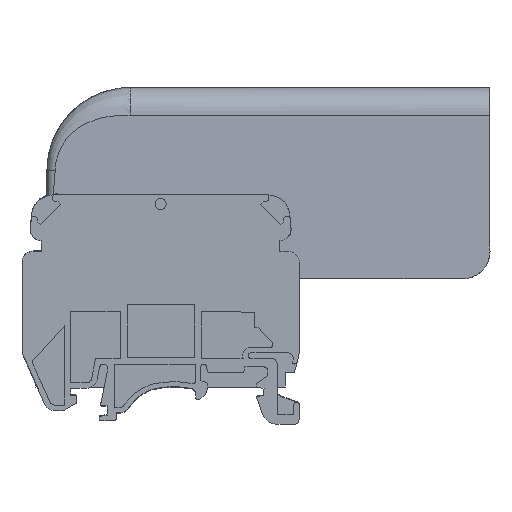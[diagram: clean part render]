
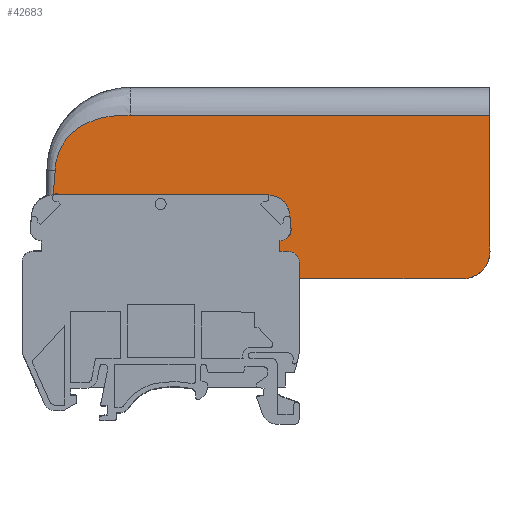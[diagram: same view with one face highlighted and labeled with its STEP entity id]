
A CAD part, left-side view. The second image highlights one B-rep face of the part: STEP entity #42683.
In plain terms, the highlighted planar face has unit normal (-1, 0, 0.004).
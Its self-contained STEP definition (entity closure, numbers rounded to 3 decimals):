
#143=(
BOUNDED_CURVE()
B_SPLINE_CURVE(3,(#59276,#59277,#59278,#59279,#59280,#59281,#59282),
 .UNSPECIFIED.,.F.,.F.)
B_SPLINE_CURVE_WITH_KNOTS((4,3,4),(-0.21,-0.08,-0.015),
 .PIECEWISE_BEZIER_KNOTS.)
CURVE()
GEOMETRIC_REPRESENTATION_ITEM()
RATIONAL_B_SPLINE_CURVE((1.,1.,1.,1.,1.,1.,1.))
REPRESENTATION_ITEM('')
);
#148=(
BOUNDED_CURVE()
B_SPLINE_CURVE(3,(#60252,#60253,#60254,#60255),.UNSPECIFIED.,.F.,.F.)
B_SPLINE_CURVE_WITH_KNOTS((4,4),(0.,0.019),
 .PIECEWISE_BEZIER_KNOTS.)
CURVE()
GEOMETRIC_REPRESENTATION_ITEM()
RATIONAL_B_SPLINE_CURVE((1.,1.,1.,1.))
REPRESENTATION_ITEM('')
);
#179=ELLIPSE('',#44875,5.,5.);
#222=B_SPLINE_CURVE_WITH_KNOTS('',3,(#59220,#59221,#59222,#59223,#59224,
#59225,#59226,#59227,#59228,#59229,#59230,#59231,#59232,#59233,#59234,#59235,
#59236,#59237,#59238,#59239,#59240,#59241,#59242,#59243,#59244,#59245,#59246,
#59247,#59248),.UNSPECIFIED.,.F.,.F.,(4,1,1,1,1,1,1,1,1,1,1,1,1,1,1,1,1,
1,1,1,1,1,1,1,1,1,4),(0.,0.063,0.094,0.109,0.125,0.141,0.156,
0.188,0.219,0.234,0.25,0.266,0.281,0.313,0.375,0.438,0.469,
0.5,0.531,0.563,0.625,0.688,0.75,0.813,0.875,0.938,1.),
 .UNSPECIFIED.);
#2164=LINE('',#58761,#5479);
#2170=LINE('',#58781,#5485);
#2296=LINE('',#59466,#5611);
#2367=LINE('',#60192,#5682);
#2370=LINE('',#60197,#5685);
#5479=VECTOR('',#49725,1000.);
#5485=VECTOR('',#49749,1000.);
#5611=VECTOR('',#50015,1000.);
#5682=VECTOR('',#50162,1000.);
#5685=VECTOR('',#50169,1000.);
#11363=ORIENTED_EDGE('',*,*,#18909,.F.);
#11364=ORIENTED_EDGE('',*,*,#18913,.T.);
#11365=ORIENTED_EDGE('',*,*,#18791,.F.);
#11366=ORIENTED_EDGE('',*,*,#18781,.T.);
#11367=ORIENTED_EDGE('',*,*,#18779,.T.);
#11368=ORIENTED_EDGE('',*,*,#18923,.T.);
#11369=ORIENTED_EDGE('',*,*,#18620,.F.);
#11370=ORIENTED_EDGE('',*,*,#18906,.F.);
#11371=ORIENTED_EDGE('',*,*,#18609,.F.);
#18609=EDGE_CURVE('',#22774,#22775,#2164,.F.);
#18620=EDGE_CURVE('',#22779,#22780,#2170,.F.);
#18779=EDGE_CURVE('',#22874,#22876,#222,.T.);
#18781=EDGE_CURVE('',#22877,#22874,#143,.T.);
#18791=EDGE_CURVE('',#22877,#22884,#2296,.T.);
#18906=EDGE_CURVE('',#22775,#22779,#2367,.F.);
#18909=EDGE_CURVE('',#22953,#22774,#2370,.F.);
#18913=EDGE_CURVE('',#22953,#22884,#179,.T.);
#18923=EDGE_CURVE('',#22876,#22780,#148,.F.);
#22774=VERTEX_POINT('',#58760);
#22775=VERTEX_POINT('',#58762);
#22779=VERTEX_POINT('',#58780);
#22780=VERTEX_POINT('',#58782);
#22874=VERTEX_POINT('',#59167);
#22876=VERTEX_POINT('',#59219);
#22877=VERTEX_POINT('',#59275);
#22884=VERTEX_POINT('',#59467);
#22953=VERTEX_POINT('',#60198);
#26294=EDGE_LOOP('',(#11363,#11364,#11365,#11366,#11367,#11368,#11369,#11370,
#11371));
#28087=FACE_BOUND('',#26294,.T.);
#29655=PLANE('',#44928);
#42683=ADVANCED_FACE('',(#28087),#29655,.T.);
#44875=AXIS2_PLACEMENT_3D('',#60205,#50176,#50177);
#44928=AXIS2_PLACEMENT_3D('',#60357,#50323,#50324);
#49725=DIRECTION('',(0.,-1.,0.));
#49749=DIRECTION('',(0.,-1.,0.));
#50015=DIRECTION('',(-0.004,-0.004,-1.));
#50162=DIRECTION('',(0.,-1.,0.));
#50169=DIRECTION('',(0.,-1.,0.));
#50176=DIRECTION('',(-1.,0.,0.004));
#50177=DIRECTION('',(-0.004,0.,-1.));
#50323=DIRECTION('',(-1.,0.,0.004));
#50324=DIRECTION('',(-0.004,0.,-1.));
#58760=CARTESIAN_POINT('',(-17.,-22.5,1.1));
#58761=CARTESIAN_POINT('',(-17.,19.1,1.1));
#58762=CARTESIAN_POINT('',(-17.,-17.5,1.1));
#58780=CARTESIAN_POINT('',(-17.,17.5,1.1));
#58781=CARTESIAN_POINT('',(-17.,19.1,1.1));
#58782=CARTESIAN_POINT('',(-17.,20.6,1.1));
#59167=CARTESIAN_POINT('',(-16.871,5.515,30.622));
#59219=CARTESIAN_POINT('',(-16.915,19.015,20.665));
#59220=CARTESIAN_POINT('',(-16.871,5.515,30.622));
#59221=CARTESIAN_POINT('',(-16.871,5.895,30.622));
#59222=CARTESIAN_POINT('',(-16.871,6.429,30.616));
#59223=CARTESIAN_POINT('',(-16.871,6.979,30.6));
#59224=CARTESIAN_POINT('',(-16.871,7.285,30.587));
#59225=CARTESIAN_POINT('',(-16.871,7.475,30.578));
#59226=CARTESIAN_POINT('',(-16.871,7.773,30.561));
#59227=CARTESIAN_POINT('',(-16.872,8.124,30.536));
#59228=CARTESIAN_POINT('',(-16.872,8.565,30.496));
#59229=CARTESIAN_POINT('',(-16.872,8.979,30.448));
#59230=CARTESIAN_POINT('',(-16.872,9.312,30.402));
#59231=CARTESIAN_POINT('',(-16.872,9.529,30.369));
#59232=CARTESIAN_POINT('',(-16.873,9.846,30.315));
#59233=CARTESIAN_POINT('',(-16.873,10.228,30.242));
#59234=CARTESIAN_POINT('',(-16.873,10.899,30.094));
#59235=CARTESIAN_POINT('',(-16.875,11.811,29.83));
#59236=CARTESIAN_POINT('',(-16.876,12.671,29.5));
#59237=CARTESIAN_POINT('',(-16.877,13.339,29.188));
#59238=CARTESIAN_POINT('',(-16.878,13.792,28.951));
#59239=CARTESIAN_POINT('',(-16.88,14.353,28.622));
#59240=CARTESIAN_POINT('',(-16.882,15.026,28.169));
#59241=CARTESIAN_POINT('',(-16.885,15.805,27.552));
#59242=CARTESIAN_POINT('',(-16.889,16.73,26.616));
#59243=CARTESIAN_POINT('',(-16.893,17.48,25.632));
#59244=CARTESIAN_POINT('',(-16.898,18.151,24.466));
#59245=CARTESIAN_POINT('',(-16.903,18.624,23.282));
#59246=CARTESIAN_POINT('',(-16.909,18.944,21.966));
#59247=CARTESIAN_POINT('',(-16.913,19.013,21.102));
#59248=CARTESIAN_POINT('',(-16.915,19.015,20.665));
#59275=CARTESIAN_POINT('',(-16.871,-59.271,30.622));
#59276=CARTESIAN_POINT('',(-16.871,-189.23,30.622));
#59277=CARTESIAN_POINT('',(-16.871,-145.953,30.622));
#59278=CARTESIAN_POINT('',(-16.871,-102.677,30.622));
#59279=CARTESIAN_POINT('',(-16.871,-59.4,30.622));
#59280=CARTESIAN_POINT('',(-16.871,-37.762,30.622));
#59281=CARTESIAN_POINT('',(-16.871,-16.123,30.622));
#59282=CARTESIAN_POINT('',(-16.871,5.515,30.622));
#59466=CARTESIAN_POINT('',(-16.999,-59.399,1.244));
#59467=CARTESIAN_POINT('',(-16.978,-59.378,6.122));
#60192=CARTESIAN_POINT('',(-17.,19.1,1.1));
#60197=CARTESIAN_POINT('',(-17.,19.1,1.1));
#60198=CARTESIAN_POINT('',(-17.,-54.378,1.1));
#60205=CARTESIAN_POINT('',(-16.978,-54.378,6.1));
#60252=CARTESIAN_POINT('',(-17.,20.6,1.1));
#60253=CARTESIAN_POINT('',(-16.972,19.822,7.621));
#60254=CARTESIAN_POINT('',(-16.943,19.043,14.141));
#60255=CARTESIAN_POINT('',(-16.915,19.015,20.665));
#60357=CARTESIAN_POINT('',(-17.,19.1,1.1));
